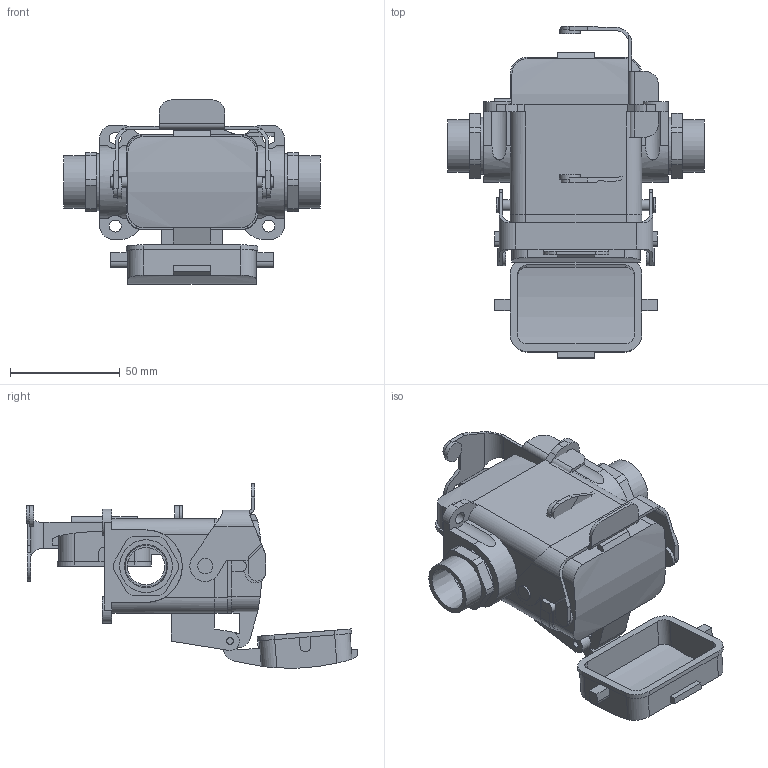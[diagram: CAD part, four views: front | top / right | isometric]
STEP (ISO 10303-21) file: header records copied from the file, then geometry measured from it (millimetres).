
FILE_DESCRIPTION( ( 'Unknown' ), '1' );
FILE_NAME( 'H_B_6_SDRL_NPT_12_ASM.stp', 'Unknown', ( 'Unknown' ), ( 'Unknown' ), 'PSStep 11.0', 'Unknown', ' ' );
FILE_SCHEMA( ( 'AUTOMOTIVE_DESIGN { 1 0 10303 214 1 1 1 1 }' ) );
Length unit declared in the file: millimetre
Products named in the file (4): Assem1; H_B_6_LB_C; H_B_6_AD_LB_DECKEL; H_B_6_SDRL_NPT_12
Bounding box: 117 x 151.11 x 83.98 mm (x, y, z)
Volume: 227900.8 mm3; surface area: 121405.8 mm2
Topology: 7 solids, 7 shells, 608 faces, 1601 edges, 1054 vertices
Faces by surface type: plane 375, cylinder 229, cone 4
Full cylindrical faces by diameter (mm): 2.459 x8, 3 x6, 3.2 x4, 4.9 x4, 5 x4, 5.5 x8, 7 x4, 9.5 x4, 12 x8, 17 x4, 18.923 x4, 24 x4, 26 x4
Entity records: 10812 total; most frequent: CARTESIAN_POINT 1797, DIRECTION 1411, ORIENTED_EDGE 1346, EDGE_CURVE 673, AXIS2_PLACEMENT_3D 482, VERTEX_POINT 460, LINE 447, VECTOR 447
